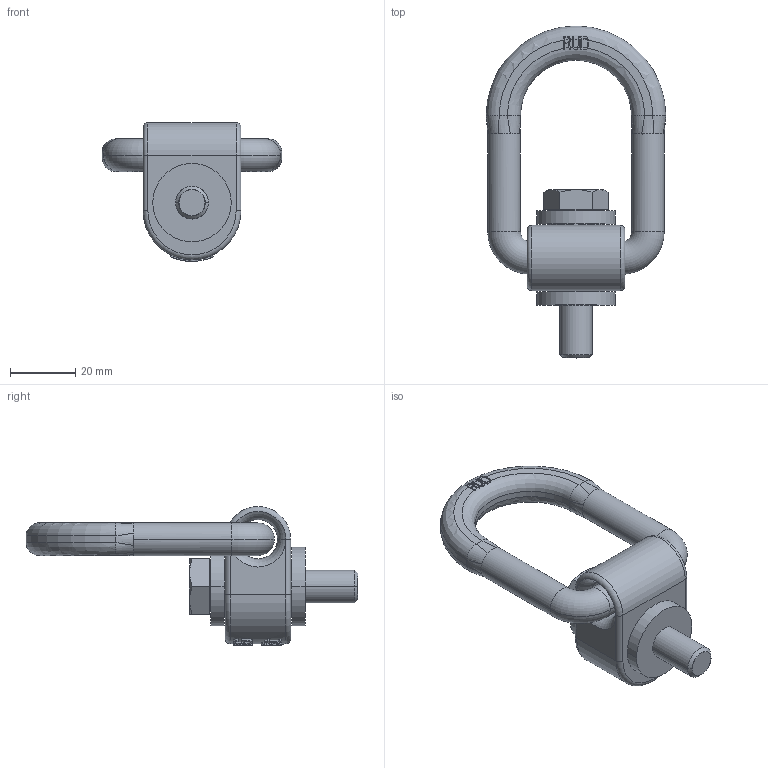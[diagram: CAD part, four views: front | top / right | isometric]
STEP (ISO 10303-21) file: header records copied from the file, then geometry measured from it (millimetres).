
FILE_DESCRIPTION((''),'2;1');
FILE_NAME('001-M31228-P-1_ASM','2004-05-27T',('Haas'),(''),'PRO/ENGINEER BY PARAMETRIC TECHNOLOGY CORPORATION, 2001400','PRO/ENGINEER BY PARAMETRIC TECHNOLOGY CORPORATION, 2001400','');
FILE_SCHEMA(('CONFIG_CONTROL_DESIGN'));
Length unit declared in the file: millimetre
Products named in the file (5): 001-M31228-RT1; 001-M31228-RT2; 001-M31228-BA1; 001-M31118-V01; 001-M31228-P-1_ASM
Assembly tree (4 placements, depth 2):
  001-M31228-P-1_ASM
    001-M31228-RT1
    001-M31228-RT2
    001-M31228-BA1
    001-M31118-V01
Bounding box: 55 x 101.6 x 42.5 mm (x, y, z)
Volume: 40540 mm3; surface area: 19067.1 mm2
Topology: 4 solids, 5 shells, 770 faces, 2140 edges, 1410 vertices
Faces by surface type: plane 669, cylinder 47, torus 16, bspline 16, cone 14, revolution 8
Entity records: 25384 total; most frequent: CARTESIAN_POINT 6385, ORIENTED_EDGE 4272, DIRECTION 3349, EDGE_CURVE 2138, VECTOR 1425, LINE 1425, VERTEX_POINT 1410, AXIS2_PLACEMENT_3D 958
